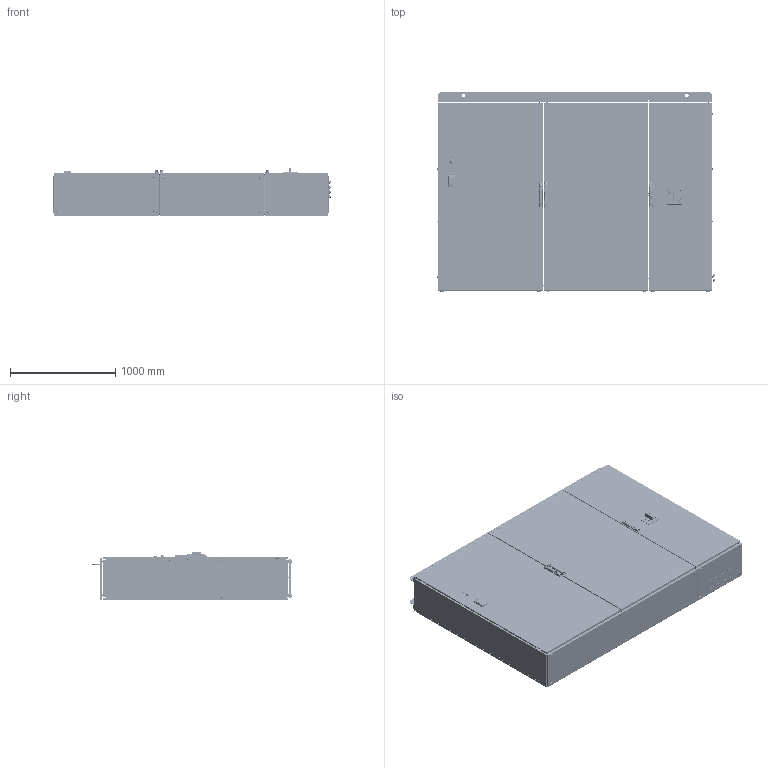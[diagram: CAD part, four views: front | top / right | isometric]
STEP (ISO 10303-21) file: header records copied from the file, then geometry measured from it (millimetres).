
FILE_DESCRIPTION (( 'STEP AP203' ), '1' );
FILE_NAME ('510335_6K0 CAB COMPLETE exterior.STEP', '2025-10-06T18:12:19', ( '' ), ( '' ), 'SwSTEP 2.0', 'SolidWorks 2025', '' );
FILE_SCHEMA (( 'CONFIG_CONTROL_DESIGN' ));
Products named in the file (1): 510335_6K0 CAB COMPLETE exterior
Bounding box: 2634.1 x 1896 x 459.17 mm (x, y, z)
Surface area: 21939782.1 mm2 (no closed solid volume)
Topology: 0 solids, 4029 shells, 7128 faces, 34865 edges, 31111 vertices
Faces by surface type: cylinder 2972, plane 2129, bspline 1250, cone 336, torus 331, sphere 110
Entity records: 431511 total; most frequent: CARTESIAN_POINT 181535, DIRECTION 45115, ORIENTED_EDGE 39171, EDGE_CURVE 34764, VERTEX_POINT 31110, LINE 15159, VECTOR 15159, AXIS2_PLACEMENT_3D 14978
